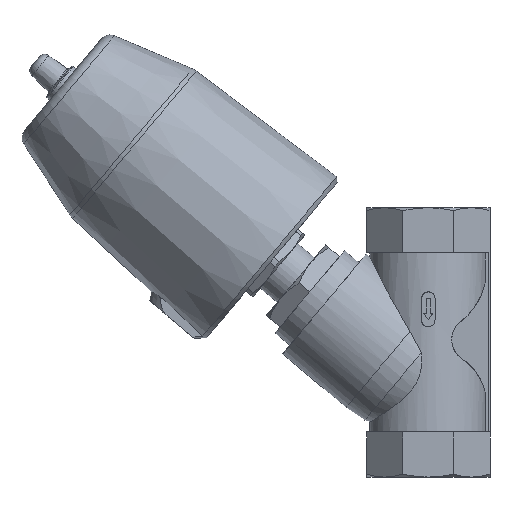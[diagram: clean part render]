
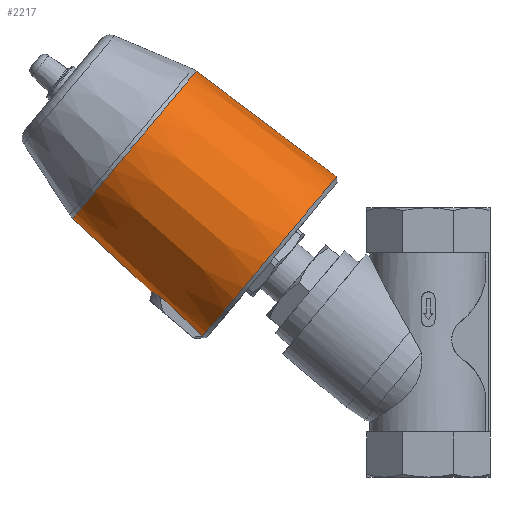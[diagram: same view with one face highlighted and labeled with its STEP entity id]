
A CAD part, left-side view. The second image highlights one B-rep face of the part: STEP entity #2217.
In plain terms, the highlighted conical face has half-angle 3 degrees and reference radius 42.811 mm.
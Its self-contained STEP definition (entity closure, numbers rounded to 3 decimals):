
#51=CONICAL_SURFACE('',#2445,42.811,0.052);
#452=B_SPLINE_CURVE_WITH_KNOTS('',3,(#3680,#3681,#3682,#3683,#3684,#3685,
#3686,#3687,#3688),.UNSPECIFIED.,.F.,.F.,(4,1,1,1,1,1,4),(0.,
0.003,0.006,0.011,0.017,
0.02,0.023),.UNSPECIFIED.);
#454=B_SPLINE_CURVE_WITH_KNOTS('',3,(#3700,#3701,#3702,#3703),
 .UNSPECIFIED.,.F.,.F.,(4,4),(0.001,0.028),
 .UNSPECIFIED.);
#455=B_SPLINE_CURVE_WITH_KNOTS('',3,(#3716,#3717,#3718,#3719),
 .UNSPECIFIED.,.F.,.F.,(4,4),(0.002,0.028),
 .UNSPECIFIED.);
#459=B_SPLINE_CURVE_WITH_KNOTS('',3,(#3771,#3772,#3773,#3774,#3775,#3776,
#3777,#3778,#3779,#3780,#3781,#3782,#3783,#3784,#3785,#3786,#3787,#3788,
#3789,#3790,#3791,#3792,#3793,#3794,#3795,#3796,#3797,#3798,#3799,#3800,
#3801,#3802,#3803,#3804,#3805,#3806,#3807,#3808,#3809,#3810,#3811,#3812,
#3813,#3814,#3815,#3816,#3817,#3818,#3819,#3820,#3821,#3822),
 .UNSPECIFIED.,.F.,.F.,(4,1,1,1,1,1,1,1,1,1,1,1,1,1,1,1,1,1,1,1,1,1,1,1,
1,1,1,1,1,1,1,1,1,1,1,1,1,1,1,1,1,1,1,1,1,1,1,1,1,4),(0.157,
0.166,0.17,0.174,0.183,
0.191,0.2,0.209,0.217,
0.221,0.226,0.23,0.234,
0.239,0.243,0.247,0.251,
0.256,0.26,0.264,0.269,
0.277,0.286,0.294,0.298,
0.303,0.307,0.311,0.32,
0.328,0.337,0.341,0.346,
0.35,0.354,0.358,0.363,0.367,
0.371,0.376,0.38,0.384,
0.388,0.393,0.397,0.401,
0.406,0.414,0.423,0.431),
 .UNSPECIFIED.);
#693=ORIENTED_EDGE('',*,*,#1239,.T.);
#694=ORIENTED_EDGE('',*,*,#1243,.T.);
#695=ORIENTED_EDGE('',*,*,#1271,.T.);
#696=ORIENTED_EDGE('',*,*,#1250,.F.);
#697=ORIENTED_EDGE('',*,*,#1283,.T.);
#1239=EDGE_CURVE('',#1538,#1540,#452,.T.);
#1243=EDGE_CURVE('',#1540,#1544,#454,.T.);
#1250=EDGE_CURVE('',#1538,#1550,#455,.T.);
#1271=EDGE_CURVE('',#1544,#1550,#459,.T.);
#1283=EDGE_CURVE('',#1571,#1571,#1730,.T.);
#1538=VERTEX_POINT('',#3671);
#1540=VERTEX_POINT('',#3679);
#1544=VERTEX_POINT('',#3699);
#1550=VERTEX_POINT('',#3720);
#1571=VERTEX_POINT('',#3860);
#1730=CIRCLE('',#2444,42.811);
#1835=EDGE_LOOP('',(#693,#694,#695,#696));
#1836=EDGE_LOOP('',(#697));
#2022=FACE_BOUND('',#1835,.T.);
#2023=FACE_BOUND('',#1836,.T.);
#2217=ADVANCED_FACE('',(#2022,#2023),#51,.T.);
#2444=AXIS2_PLACEMENT_3D('',#3859,#2847,#2848);
#2445=AXIS2_PLACEMENT_3D('',#3861,#2849,#2850);
#2847=DIRECTION('',(0.643,-0.766,0.));
#2848=DIRECTION('',(0.766,0.643,0.));
#2849=DIRECTION('',(0.643,-0.766,0.));
#2850=DIRECTION('',(0.766,0.643,0.));
#3671=CARTESIAN_POINT('',(-80.625,119.58,10.));
#3679=CARTESIAN_POINT('',(-80.625,119.58,-10.));
#3680=CARTESIAN_POINT('',(-80.625,119.58,10.));
#3681=CARTESIAN_POINT('',(-81.003,120.19,9.376));
#3682=CARTESIAN_POINT('',(-81.638,121.286,7.991));
#3683=CARTESIAN_POINT('',(-82.529,122.979,4.692));
#3684=CARTESIAN_POINT('',(-82.944,123.876,-0.006));
#3685=CARTESIAN_POINT('',(-82.526,122.973,-4.709));
#3686=CARTESIAN_POINT('',(-81.635,121.28,-7.997));
#3687=CARTESIAN_POINT('',(-81.003,120.19,-9.375));
#3688=CARTESIAN_POINT('',(-80.625,119.58,-10.));
#3699=CARTESIAN_POINT('',(-62.755,100.466,-10.));
#3700=CARTESIAN_POINT('',(-80.625,119.58,-10.));
#3701=CARTESIAN_POINT('',(-74.668,113.208,-10.));
#3702=CARTESIAN_POINT('',(-68.711,106.837,-10.));
#3703=CARTESIAN_POINT('',(-62.755,100.466,-10.));
#3716=CARTESIAN_POINT('',(-80.625,119.58,10.));
#3717=CARTESIAN_POINT('',(-74.668,113.208,10.));
#3718=CARTESIAN_POINT('',(-68.711,106.837,10.));
#3719=CARTESIAN_POINT('',(-62.755,100.466,10.));
#3720=CARTESIAN_POINT('',(-62.755,100.466,10.));
#3771=CARTESIAN_POINT('',(-62.755,100.466,-10.));
#3772=CARTESIAN_POINT('',(-63.225,100.071,-12.81));
#3773=CARTESIAN_POINT('',(-64.215,99.241,-16.886));
#3774=CARTESIAN_POINT('',(-66.087,97.67,-22.045));
#3775=CARTESIAN_POINT('',(-68.347,95.773,-27.022));
#3776=CARTESIAN_POINT('',(-71.731,92.934,-32.577));
#3777=CARTESIAN_POINT('',(-76.758,88.716,-38.287));
#3778=CARTESIAN_POINT('',(-82.385,83.994,-42.622));
#3779=CARTESIAN_POINT('',(-88.643,78.743,-45.607));
#3780=CARTESIAN_POINT('',(-94.005,74.244,-46.789));
#3781=CARTESIAN_POINT('',(-98.436,70.526,-46.966));
#3782=CARTESIAN_POINT('',(-101.708,67.78,-46.7));
#3783=CARTESIAN_POINT('',(-104.94,65.069,-46.052));
#3784=CARTESIAN_POINT('',(-108.135,62.388,-45.016));
#3785=CARTESIAN_POINT('',(-111.267,59.759,-43.589));
#3786=CARTESIAN_POINT('',(-114.243,57.262,-41.818));
#3787=CARTESIAN_POINT('',(-117.085,54.878,-39.705));
#3788=CARTESIAN_POINT('',(-119.801,52.598,-37.229));
#3789=CARTESIAN_POINT('',(-122.319,50.485,-34.45));
#3790=CARTESIAN_POINT('',(-124.613,48.56,-31.409));
#3791=CARTESIAN_POINT('',(-126.692,46.816,-28.104));
#3792=CARTESIAN_POINT('',(-129.176,44.732,-23.312));
#3793=CARTESIAN_POINT('',(-131.582,42.713,-16.937));
#3794=CARTESIAN_POINT('',(-133.392,41.194,-8.589));
#3795=CARTESIAN_POINT('',(-133.894,40.773,-1.427));
#3796=CARTESIAN_POINT('',(-133.689,40.945,4.327));
#3797=CARTESIAN_POINT('',(-133.239,41.323,8.564));
#3798=CARTESIAN_POINT('',(-132.492,41.95,12.754));
#3799=CARTESIAN_POINT('',(-131.094,43.123,18.232));
#3800=CARTESIAN_POINT('',(-128.691,45.139,24.598));
#3801=CARTESIAN_POINT('',(-124.704,48.485,31.574));
#3802=CARTESIAN_POINT('',(-120.715,51.832,36.393));
#3803=CARTESIAN_POINT('',(-117.083,54.879,39.707));
#3804=CARTESIAN_POINT('',(-114.23,57.273,41.827));
#3805=CARTESIAN_POINT('',(-111.254,59.77,43.595));
#3806=CARTESIAN_POINT('',(-108.152,62.373,45.01));
#3807=CARTESIAN_POINT('',(-104.929,65.078,46.056));
#3808=CARTESIAN_POINT('',(-101.693,67.792,46.702));
#3809=CARTESIAN_POINT('',(-98.43,70.531,46.965));
#3810=CARTESIAN_POINT('',(-95.126,73.303,46.836));
#3811=CARTESIAN_POINT('',(-91.845,76.056,46.31));
#3812=CARTESIAN_POINT('',(-88.65,78.737,45.404));
#3813=CARTESIAN_POINT('',(-85.527,81.358,44.126));
#3814=CARTESIAN_POINT('',(-82.462,83.929,42.453));
#3815=CARTESIAN_POINT('',(-79.56,86.365,40.441));
#3816=CARTESIAN_POINT('',(-76.824,88.661,38.105));
#3817=CARTESIAN_POINT('',(-74.249,90.821,35.445));
#3818=CARTESIAN_POINT('',(-71.045,93.509,31.451));
#3819=CARTESIAN_POINT('',(-67.662,96.348,25.897));
#3820=CARTESIAN_POINT('',(-64.53,98.976,18.217));
#3821=CARTESIAN_POINT('',(-63.222,100.074,12.794));
#3822=CARTESIAN_POINT('',(-62.755,100.466,10.));
#3859=CARTESIAN_POINT('',(-148.077,130.854,0.));
#3860=CARTESIAN_POINT('',(-115.282,158.373,0.));
#3861=CARTESIAN_POINT('',(-148.077,130.854,0.));
